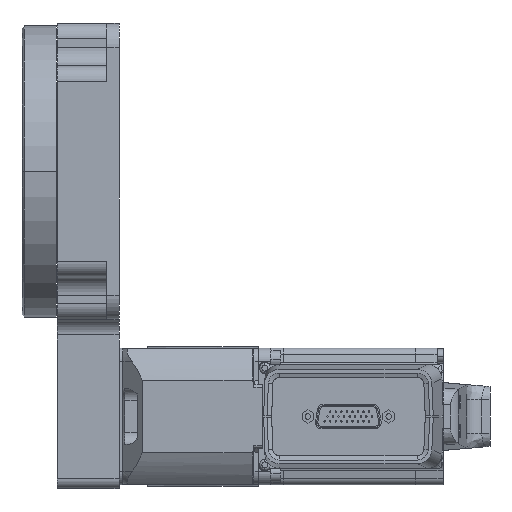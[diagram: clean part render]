
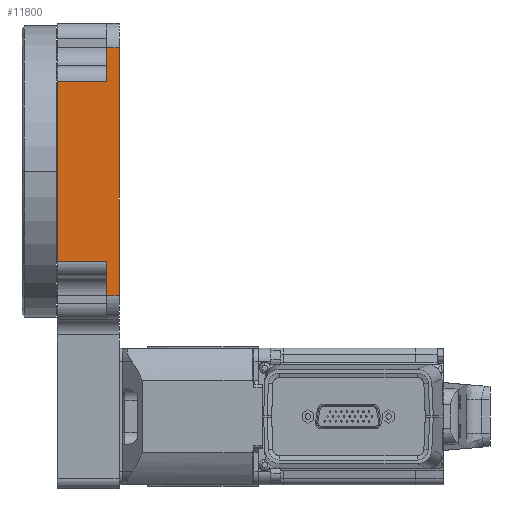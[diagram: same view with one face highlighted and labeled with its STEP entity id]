
A CAD part, left-side view. The second image highlights one B-rep face of the part: STEP entity #11800.
In plain terms, the highlighted planar face has unit normal (-1, 0, 0).
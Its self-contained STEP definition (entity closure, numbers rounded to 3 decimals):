
#319 = LINE ( 'NONE', #12522, #27331 ) ;
#2370 = CARTESIAN_POINT ( 'NONE',  ( -61., 36.8, 37.1 ) ) ;
#2666 = EDGE_CURVE ( 'NONE', #15821, #8731, #9873, .T. ) ;
#2775 = DIRECTION ( 'NONE',  ( 0., -1., 0. ) ) ;
#3165 = LINE ( 'NONE', #14782, #15690 ) ;
#3435 = LINE ( 'NONE', #17852, #7050 ) ;
#3803 = AXIS2_PLACEMENT_3D ( 'NONE', #20347, #15254, #10441 ) ;
#3863 = EDGE_CURVE ( 'NONE', #21580, #17428, #16481, .T. ) ;
#4084 = EDGE_CURVE ( 'NONE', #17428, #5663, #15986, .T. ) ;
#4227 = DIRECTION ( 'NONE',  ( 0., -1., 0. ) ) ;
#4381 = DIRECTION ( 'NONE',  ( 0., 0., 1. ) ) ;
#5640 = PLANE ( 'NONE',  #3803 ) ;
#5663 = VERTEX_POINT ( 'NONE', #5777 ) ;
#5777 = CARTESIAN_POINT ( 'NONE',  ( -61., 5., 51. ) ) ;
#6692 = LINE ( 'NONE', #13671, #21274 ) ;
#7050 = VECTOR ( 'NONE', #4381, 1000. ) ;
#7698 = VECTOR ( 'NONE', #15830, 1000. ) ;
#7988 = ORIENTED_EDGE ( 'NONE', *, *, #30133, .F. ) ;
#8731 = VERTEX_POINT ( 'NONE', #8841 ) ;
#8841 = CARTESIAN_POINT ( 'NONE',  ( -61., 0., 51. ) ) ;
#9829 = VECTOR ( 'NONE', #4227, 1000. ) ;
#9873 = LINE ( 'NONE', #30636, #18567 ) ;
#10441 = DIRECTION ( 'NONE',  ( 0., 0., -1. ) ) ;
#11646 = VECTOR ( 'NONE', #18797, 1000. ) ;
#11800 = ADVANCED_FACE ( 'NONE', ( #25149 ), #5640, .F. ) ;
#11806 = LINE ( 'NONE', #21250, #9829 ) ;
#11854 = ORIENTED_EDGE ( 'NONE', *, *, #12848, .T. ) ;
#12203 = VERTEX_POINT ( 'NONE', #27900 ) ;
#12522 = CARTESIAN_POINT ( 'NONE',  ( -61., 36.8, -37.1 ) ) ;
#12848 = EDGE_CURVE ( 'NONE', #25799, #15821, #11806, .T. ) ;
#13671 = CARTESIAN_POINT ( 'NONE',  ( -61., 25.38, -51. ) ) ;
#14368 = DIRECTION ( 'NONE',  ( 0., 0., 1. ) ) ;
#14472 = CARTESIAN_POINT ( 'NONE',  ( -61., 5., -51. ) ) ;
#14782 = CARTESIAN_POINT ( 'NONE',  ( -61., 25.38, 51. ) ) ;
#15254 = DIRECTION ( 'NONE',  ( 1., 0., 0. ) ) ;
#15690 = VECTOR ( 'NONE', #22069, 1000. ) ;
#15821 = VERTEX_POINT ( 'NONE', #16985 ) ;
#15830 = DIRECTION ( 'NONE',  ( 0., 0., 1. ) ) ;
#15986 = LINE ( 'NONE', #22644, #7698 ) ;
#16151 = DIRECTION ( 'NONE',  ( 0., 0., 1. ) ) ;
#16481 = LINE ( 'NONE', #2370, #11646 ) ;
#16985 = CARTESIAN_POINT ( 'NONE',  ( -61., 0., -51. ) ) ;
#17428 = VERTEX_POINT ( 'NONE', #21472 ) ;
#17852 = CARTESIAN_POINT ( 'NONE',  ( -61., 5., -61. ) ) ;
#18567 = VECTOR ( 'NONE', #14368, 1000. ) ;
#18797 = DIRECTION ( 'NONE',  ( 0., -1., 0. ) ) ;
#20347 = CARTESIAN_POINT ( 'NONE',  ( -61., 25.38, -51. ) ) ;
#20387 = EDGE_CURVE ( 'NONE', #5663, #8731, #3165, .T. ) ;
#21250 = CARTESIAN_POINT ( 'NONE',  ( -61., 25.38, -51. ) ) ;
#21274 = VECTOR ( 'NONE', #16151, 1000. ) ;
#21472 = CARTESIAN_POINT ( 'NONE',  ( -61., 5., 37.1 ) ) ;
#21506 = CARTESIAN_POINT ( 'NONE',  ( -61., 25.38, 37.1 ) ) ;
#21580 = VERTEX_POINT ( 'NONE', #21506 ) ;
#21904 = ORIENTED_EDGE ( 'NONE', *, *, #25413, .T. ) ;
#22069 = DIRECTION ( 'NONE',  ( 0., -1., 0. ) ) ;
#22319 = CARTESIAN_POINT ( 'NONE',  ( -61., 5., -37.1 ) ) ;
#22644 = CARTESIAN_POINT ( 'NONE',  ( -61., 5., 37.1 ) ) ;
#22708 = ORIENTED_EDGE ( 'NONE', *, *, #2666, .T. ) ;
#24119 = ORIENTED_EDGE ( 'NONE', *, *, #20387, .F. ) ;
#25149 = FACE_OUTER_BOUND ( 'NONE', #28677, .T. ) ;
#25413 = EDGE_CURVE ( 'NONE', #12203, #26347, #319, .T. ) ;
#25521 = ORIENTED_EDGE ( 'NONE', *, *, #4084, .F. ) ;
#25799 = VERTEX_POINT ( 'NONE', #14472 ) ;
#26337 = ORIENTED_EDGE ( 'NONE', *, *, #27599, .F. ) ;
#26347 = VERTEX_POINT ( 'NONE', #22319 ) ;
#27331 = VECTOR ( 'NONE', #2775, 1000. ) ;
#27599 = EDGE_CURVE ( 'NONE', #12203, #21580, #6692, .T. ) ;
#27900 = CARTESIAN_POINT ( 'NONE',  ( -61., 25.38, -37.1 ) ) ;
#28253 = ORIENTED_EDGE ( 'NONE', *, *, #3863, .F. ) ;
#28677 = EDGE_LOOP ( 'NONE', ( #26337, #21904, #7988, #11854, #22708, #24119, #25521, #28253 ) ) ;
#30133 = EDGE_CURVE ( 'NONE', #25799, #26347, #3435, .T. ) ;
#30636 = CARTESIAN_POINT ( 'NONE',  ( -61., 0., -51. ) ) ;
